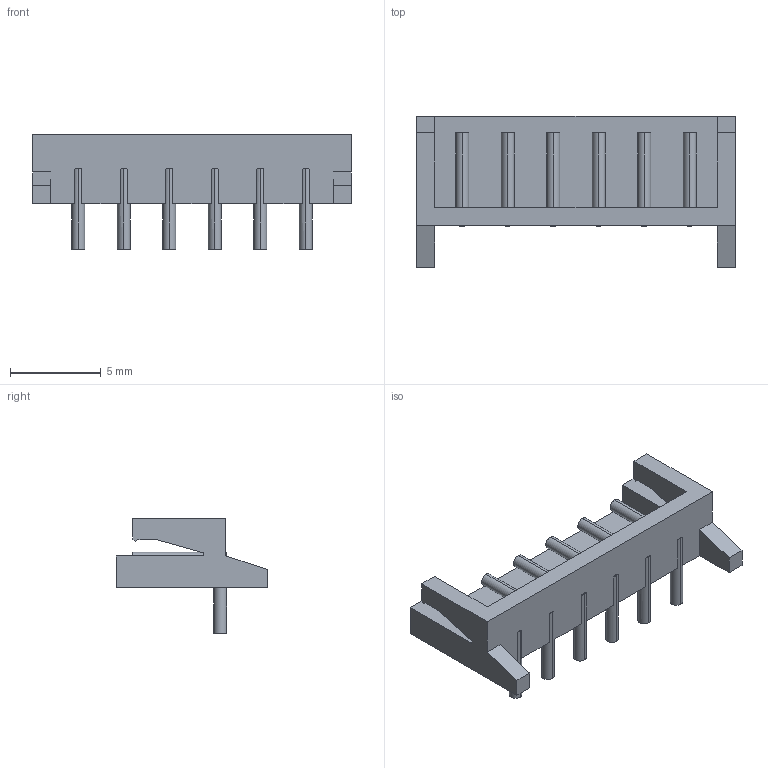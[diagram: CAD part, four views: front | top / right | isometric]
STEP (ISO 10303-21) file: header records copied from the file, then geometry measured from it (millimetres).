
FILE_DESCRIPTION (( 'STEP AP214' ), '1' );
FILE_NAME ('JS-1132R-6.STEP', '2007-11-28T01:04:48', ( 'Chinese User' ), ( 'Chinese ORG' ), 'SwSTEP 2.0', 'SolidWorks 2008', '' );
FILE_SCHEMA (( 'AUTOMOTIVE_DESIGN' ));
Length unit declared in the file: millimetre
Products named in the file (1): JS-1132R-6
Bounding box: 17.5 x 8.3 x 6.3 mm (x, y, z)
Volume: 140.7 mm3; surface area: 528.6 mm2
Topology: 1 solids, 1 shells, 78 faces, 204 edges, 134 vertices
Faces by surface type: plane 42, cylinder 36
Entity records: 3259 total; most frequent: CARTESIAN_POINT 453, DIRECTION 410, ORIENTED_EDGE 408, EDGE_CURVE 204, AXIS2_PLACEMENT_3D 139, VERTEX_POINT 134, VECTOR 132, LINE 132
